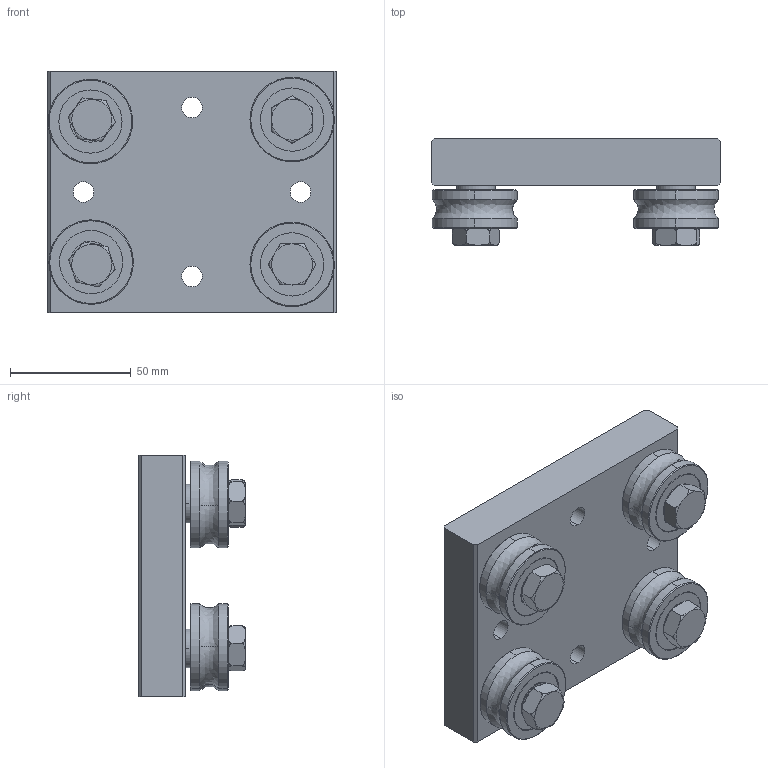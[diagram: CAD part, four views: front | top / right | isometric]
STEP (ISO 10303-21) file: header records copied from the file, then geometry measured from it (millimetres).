
FILE_DESCRIPTION (( 'STEP AP214' ), '1' );
FILE_NAME ('ELFL52.STEP', '2020-02-17T07:47:13', ( '' ), ( '' ), 'SwSTEP 2.0', 'SolidWorks 2018', '' );
FILE_SCHEMA (( 'AUTOMOTIVE_DESIGN' ));
Length unit declared in the file: millimetre
Products named in the file (1): ELFL52
Bounding box: 120 x 44.15 x 100 mm (x, y, z)
Volume: 273188.8 mm3; surface area: 90222.3 mm2
Topology: 69 solids, 69 shells, 798 faces, 1942 edges, 1194 vertices
Faces by surface type: cylinder 356, plane 192, bspline 138, torus 76, cone 36
Entity records: 39364 total; most frequent: CARTESIAN_POINT 11885, DIRECTION 3864, ORIENTED_EDGE 3628, EDGE_CURVE 1814, AXIS2_PLACEMENT_3D 1679, VERTEX_POINT 1194, CIRCLE 1018, EDGE_LOOP 918
